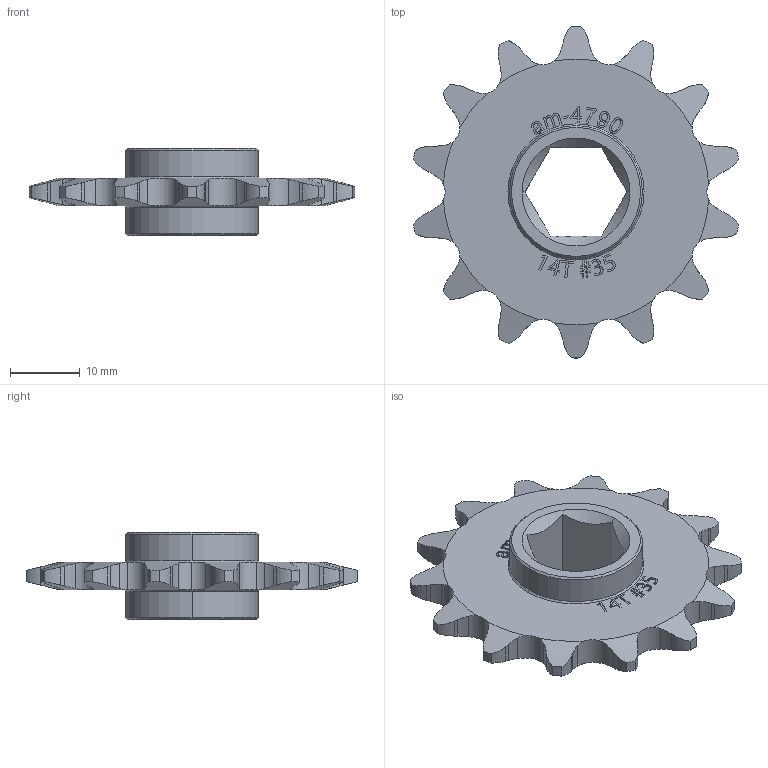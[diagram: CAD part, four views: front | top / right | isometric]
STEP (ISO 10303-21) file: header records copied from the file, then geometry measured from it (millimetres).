
FILE_DESCRIPTION (( 'STEP AP203' ), '1' );
FILE_NAME ('am-4790 14T 35 Chain 500in Hex Symmetrical.STEP', '2022-08-02T13:01:53', ( '' ), ( '' ), 'SwSTEP 2.0', 'SolidWorks 2022', '' );
FILE_SCHEMA (( 'CONFIG_CONTROL_DESIGN' ));
Length unit declared in the file: inch
Products named in the file (1): am-4790 14T 35 Chain 500in Hex Symmetrical
Bounding box: 46.79 x 47.71 x 12.57 mm (x, y, z)
Volume: 5927.8 mm3; surface area: 4111.3 mm2
Topology: 1 solids, 1 shells, 383 faces, 1068 edges, 708 vertices
Faces by surface type: plane 172, cylinder 95, bspline 76, cone 40
Entity records: 16607 total; most frequent: CARTESIAN_POINT 7600, ORIENTED_EDGE 2136, DIRECTION 1390, EDGE_CURVE 1068, VERTEX_POINT 708, LINE 562, VECTOR 562, AXIS2_PLACEMENT_3D 414
